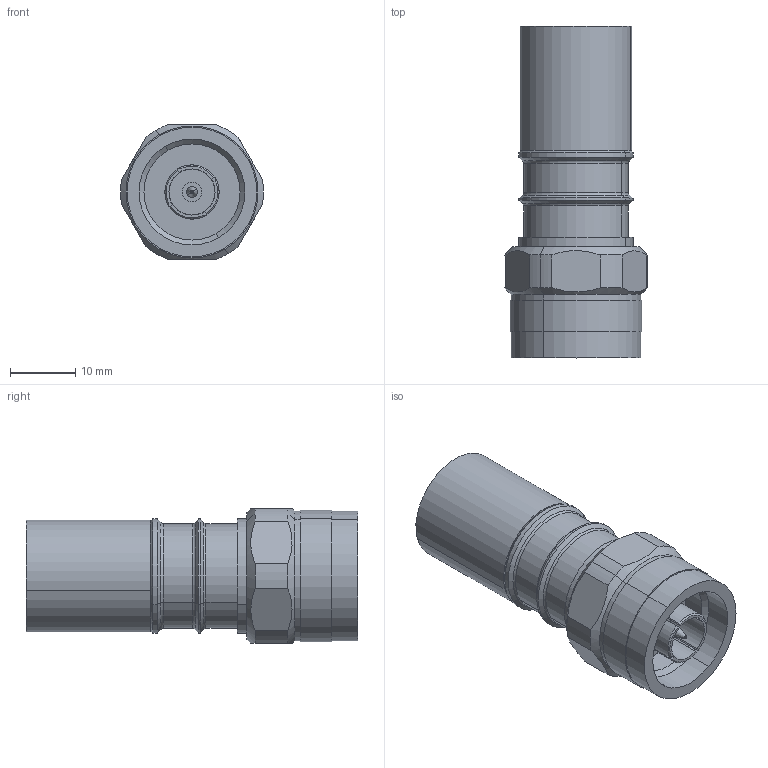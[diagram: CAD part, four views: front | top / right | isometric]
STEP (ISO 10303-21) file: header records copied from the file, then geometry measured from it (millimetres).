
FILE_DESCRIPTION (( 'STEP AP203' ), '1' );
FILE_NAME ('3190-2963(EZ-600-NMH-PL-X).STEP', '2017-10-20T05:46:19', ( '' ), ( '' ), 'SwSTEP 2.0', 'SolidWorks 2017', '' );
FILE_SCHEMA (( 'CONFIG_CONTROL_DESIGN' ));
Length unit declared in the file: millimetre
Products named in the file (1): 3190-2963(EZ-600-NMH-PL-X)
Bounding box: 21.86 x 50.8 x 20.6 mm (x, y, z)
Volume: 7998 mm3; surface area: 7205.6 mm2
Topology: 1 solids, 2 shells, 139 faces, 311 edges, 192 vertices
Faces by surface type: cylinder 55, plane 42, cone 30, torus 12
Entity records: 4060 total; most frequent: CARTESIAN_POINT 775, DIRECTION 743, ORIENTED_EDGE 622, AXIS2_PLACEMENT_3D 312, EDGE_CURVE 311, VERTEX_POINT 192, CIRCLE 172, EDGE_LOOP 157
